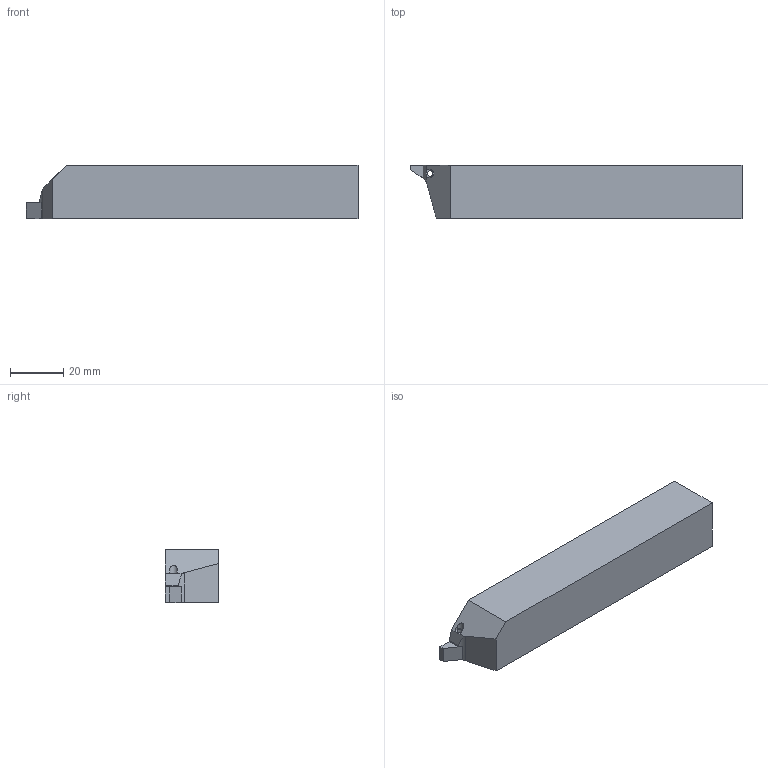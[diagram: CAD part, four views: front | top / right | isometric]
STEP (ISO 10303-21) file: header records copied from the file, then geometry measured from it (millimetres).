
FILE_DESCRIPTION (( 'STEP AP214' ), '1' );
FILE_NAME ('CUT-128-6-50.step', '2023-09-29T12:53:34', ( '' ), ( '' ), 'SwSTEP 2.0', 'SolidWorks 2023', '' );
FILE_SCHEMA (( 'AUTOMOTIVE_DESIGN' ));
Length unit declared in the file: millimetre
Products named in the file (3): CUT-128-6_WSP_10010; CUT-128-6-50; CUT-128-6_50
Assembly tree (2 placements, depth 2):
  CUT-128-6-50
    CUT-128-6_50
    CUT-128-6_WSP_10010
Bounding box: 125 x 20 x 20 mm (x, y, z)
Volume: 46410.5 mm3; surface area: 10550.7 mm2
Topology: 2 solids, 2 shells, 46 faces, 118 edges, 77 vertices
Faces by surface type: plane 36, cylinder 8, torus 2
Full cylindrical faces by diameter (mm): 2.05 x1, 3.1 x1, 3.8 x1
Entity records: 1449 total; most frequent: CARTESIAN_POINT 250, DIRECTION 228, ORIENTED_EDGE 226, EDGE_CURVE 113, VECTOR 94, LINE 94, VERTEX_POINT 77, AXIS2_PLACEMENT_3D 67
